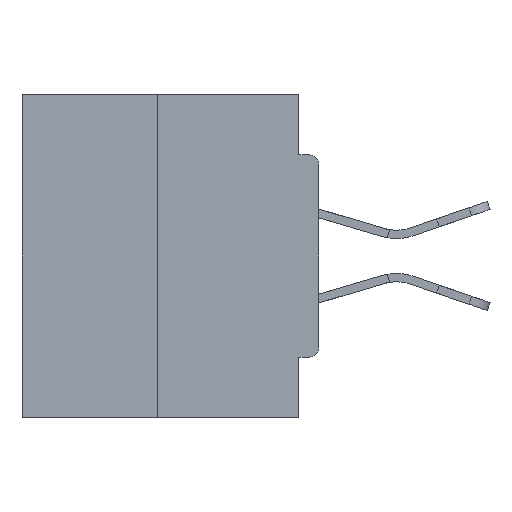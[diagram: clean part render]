
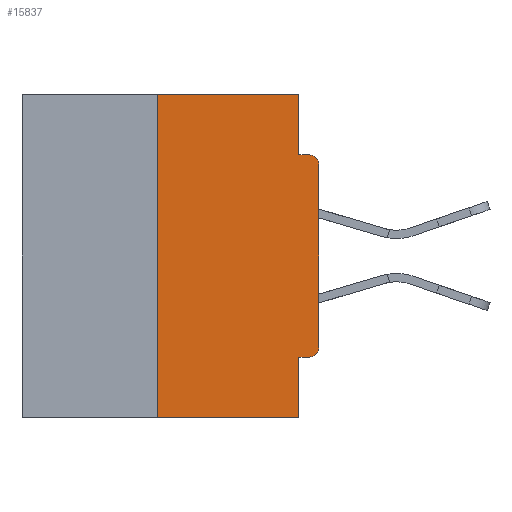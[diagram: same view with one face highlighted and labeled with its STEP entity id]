
A CAD part, left-side view. The second image highlights one B-rep face of the part: STEP entity #15837.
In plain terms, the highlighted planar face has unit normal (-1, 0, 0).
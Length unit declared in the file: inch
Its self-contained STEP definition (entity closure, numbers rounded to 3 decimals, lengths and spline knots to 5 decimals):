
#86 = CARTESIAN_POINT ( 'NONE',  ( 0., 0., -0.0935 ) ) ;
#423 = VECTOR ( 'NONE', #6147, 39.37008 ) ;
#1372 = EDGE_LOOP ( 'NONE', ( #12625, #11093, #15831, #14833, #16981, #3028, #15187, #25484, #7661, #30017 ) ) ;
#2516 = VECTOR ( 'NONE', #16580, 39.37008 ) ;
#2577 = CARTESIAN_POINT ( 'NONE',  ( 0., 0.015, -0.4065 ) ) ;
#2839 = DIRECTION ( 'NONE',  ( 0., -1., 0. ) ) ;
#3028 = ORIENTED_EDGE ( 'NONE', *, *, #8053, .T. ) ;
#3043 = VERTEX_POINT ( 'NONE', #13818 ) ;
#3920 = CARTESIAN_POINT ( 'NONE',  ( 0., 0.031, -0.4065 ) ) ;
#4650 = EDGE_CURVE ( 'NONE', #3043, #34823, #22685, .T. ) ;
#5945 = CARTESIAN_POINT ( 'NONE',  ( 0., 0.46, 0. ) ) ;
#5970 = LINE ( 'NONE', #14128, #11710 ) ;
#6147 = DIRECTION ( 'NONE',  ( 0., -1., 0. ) ) ;
#6686 = VECTOR ( 'NONE', #23059, 39.37008 ) ;
#7661 = ORIENTED_EDGE ( 'NONE', *, *, #16091, .F. ) ;
#8053 = EDGE_CURVE ( 'NONE', #20114, #17755, #17971, .T. ) ;
#8376 = CARTESIAN_POINT ( 'NONE',  ( 0., 0.031, -0.5 ) ) ;
#8555 = PLANE ( 'NONE',  #18107 ) ;
#8952 = VECTOR ( 'NONE', #21662, 39.37008 ) ;
#9396 = VERTEX_POINT ( 'NONE', #18651 ) ;
#10837 = CARTESIAN_POINT ( 'NONE',  ( 0., 0.031, 0. ) ) ;
#11093 = ORIENTED_EDGE ( 'NONE', *, *, #4650, .F. ) ;
#11710 = VECTOR ( 'NONE', #2839, 39.37008 ) ;
#11711 = VERTEX_POINT ( 'NONE', #3920 ) ;
#11966 = DIRECTION ( 'NONE',  ( 0., 0., -1. ) ) ;
#12625 = ORIENTED_EDGE ( 'NONE', *, *, #27430, .F. ) ;
#13315 = LINE ( 'NONE', #13623, #6686 ) ;
#13623 = CARTESIAN_POINT ( 'NONE',  ( 0., 0., -0.4065 ) ) ;
#13811 = DIRECTION ( 'NONE',  ( 0., 0., -1. ) ) ;
#13818 = CARTESIAN_POINT ( 'NONE',  ( 0., 0.25, -0.5 ) ) ;
#13912 = CARTESIAN_POINT ( 'NONE',  ( 0., 0.031, -0.5 ) ) ;
#14128 = CARTESIAN_POINT ( 'NONE',  ( 0., 0.46, -0.5 ) ) ;
#14476 = DIRECTION ( 'NONE',  ( 0., 0., -1. ) ) ;
#14610 = CARTESIAN_POINT ( 'NONE',  ( 0., 0.015, -0.0935 ) ) ;
#14652 = EDGE_CURVE ( 'NONE', #35335, #23502, #21841, .T. ) ;
#14833 = ORIENTED_EDGE ( 'NONE', *, *, #32399, .F. ) ;
#15129 = CARTESIAN_POINT ( 'NONE',  ( 0., 0., -0.3915 ) ) ;
#15187 = ORIENTED_EDGE ( 'NONE', *, *, #24816, .T. ) ;
#15479 = VERTEX_POINT ( 'NONE', #13912 ) ;
#15830 = EDGE_CURVE ( 'NONE', #20114, #11711, #13315, .T. ) ;
#15831 = ORIENTED_EDGE ( 'NONE', *, *, #23484, .T. ) ;
#15837 = ADVANCED_FACE ( 'NONE', ( #18655 ), #8555, .F. ) ;
#16091 = EDGE_CURVE ( 'NONE', #16579, #23502, #17774, .T. ) ;
#16579 = VERTEX_POINT ( 'NONE', #16646 ) ;
#16580 = DIRECTION ( 'NONE',  ( 0., 0., -1. ) ) ;
#16646 = CARTESIAN_POINT ( 'NONE',  ( 0., 0.031, -0.0935 ) ) ;
#16981 = ORIENTED_EDGE ( 'NONE', *, *, #15830, .F. ) ;
#17727 = CARTESIAN_POINT ( 'NONE',  ( 0., 0., -0.1085 ) ) ;
#17755 = VERTEX_POINT ( 'NONE', #15129 ) ;
#17774 = LINE ( 'NONE', #86, #423 ) ;
#17971 = CIRCLE ( 'NONE', #26655, 0.015 ) ;
#18107 = AXIS2_PLACEMENT_3D ( 'NONE', #5945, #28254, #14476 ) ;
#18651 = CARTESIAN_POINT ( 'NONE',  ( 0., 0.031, 0. ) ) ;
#18655 = FACE_OUTER_BOUND ( 'NONE', #1372, .T. ) ;
#19908 = LINE ( 'NONE', #8376, #26948 ) ;
#20114 = VERTEX_POINT ( 'NONE', #2577 ) ;
#20555 = DIRECTION ( 'NONE',  ( 0., 0., 1. ) ) ;
#21120 = AXIS2_PLACEMENT_3D ( 'NONE', #31918, #28978, #11966 ) ;
#21302 = EDGE_CURVE ( 'NONE', #9396, #16579, #34484, .T. ) ;
#21334 = CARTESIAN_POINT ( 'NONE',  ( 0., 0.015, -0.3915 ) ) ;
#21401 = LINE ( 'NONE', #32790, #8952 ) ;
#21662 = DIRECTION ( 'NONE',  ( 0., 0., 1. ) ) ;
#21841 = CIRCLE ( 'NONE', #21120, 0.015 ) ;
#22685 = LINE ( 'NONE', #29358, #25785 ) ;
#23059 = DIRECTION ( 'NONE',  ( 0., 1., 0. ) ) ;
#23402 = VECTOR ( 'NONE', #24694, 39.37008 ) ;
#23484 = EDGE_CURVE ( 'NONE', #3043, #15479, #5970, .T. ) ;
#23502 = VERTEX_POINT ( 'NONE', #14610 ) ;
#24172 = DIRECTION ( 'NONE',  ( 0., 0., -1. ) ) ;
#24694 = DIRECTION ( 'NONE',  ( 0., -1., 0. ) ) ;
#24813 = CARTESIAN_POINT ( 'NONE',  ( 0., 0.46, 0. ) ) ;
#24816 = EDGE_CURVE ( 'NONE', #17755, #35335, #21401, .T. ) ;
#25484 = ORIENTED_EDGE ( 'NONE', *, *, #14652, .T. ) ;
#25610 = LINE ( 'NONE', #24813, #23402 ) ;
#25785 = VECTOR ( 'NONE', #20555, 39.37008 ) ;
#26655 = AXIS2_PLACEMENT_3D ( 'NONE', #21334, #32082, #24172 ) ;
#26781 = CARTESIAN_POINT ( 'NONE',  ( 0., 0.25, 0. ) ) ;
#26948 = VECTOR ( 'NONE', #13811, 39.37008 ) ;
#27430 = EDGE_CURVE ( 'NONE', #34823, #9396, #25610, .T. ) ;
#28254 = DIRECTION ( 'NONE',  ( 1., 0., 0. ) ) ;
#28978 = DIRECTION ( 'NONE',  ( -1., 0., 0. ) ) ;
#29358 = CARTESIAN_POINT ( 'NONE',  ( 0., 0.25, 0. ) ) ;
#30017 = ORIENTED_EDGE ( 'NONE', *, *, #21302, .F. ) ;
#31918 = CARTESIAN_POINT ( 'NONE',  ( 0., 0.015, -0.1085 ) ) ;
#32082 = DIRECTION ( 'NONE',  ( -1., 0., 0. ) ) ;
#32399 = EDGE_CURVE ( 'NONE', #11711, #15479, #19908, .T. ) ;
#32790 = CARTESIAN_POINT ( 'NONE',  ( 0., 0., 0. ) ) ;
#34484 = LINE ( 'NONE', #10837, #2516 ) ;
#34823 = VERTEX_POINT ( 'NONE', #26781 ) ;
#35335 = VERTEX_POINT ( 'NONE', #17727 ) ;
